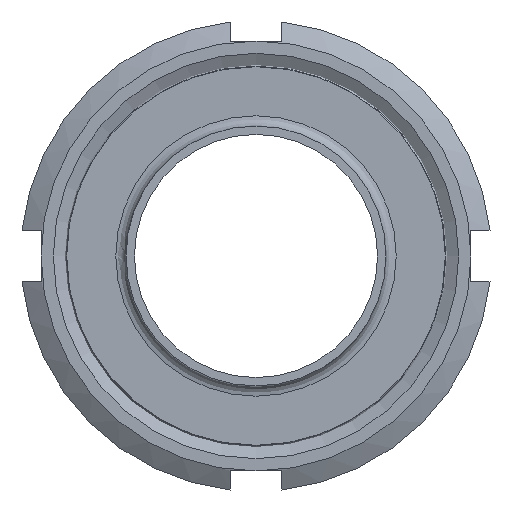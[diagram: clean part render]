
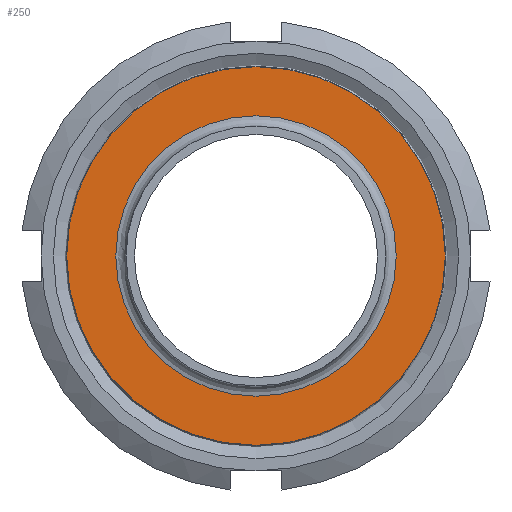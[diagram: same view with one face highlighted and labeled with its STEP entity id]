
A CAD part, left-side view. The second image highlights one B-rep face of the part: STEP entity #250.
In plain terms, the highlighted planar face has unit normal (-1, 0, 0).
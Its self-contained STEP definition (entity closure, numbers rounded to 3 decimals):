
#140=CARTESIAN_POINT('',(34.5,0.0,37.));
#141=VERTEX_POINT('',#140);
#142=CARTESIAN_POINT('',(34.5,0.0,0.0));
#143=DIRECTION('',(-1.0,0.0,0.0));
#144=DIRECTION('',(0.0,0.0,1.0));
#145=AXIS2_PLACEMENT_3D('',#142,#143,#144);
#146=CIRCLE('',#145,37.);
#147=EDGE_CURVE('',#141,#141,#146,.T.);
#216=CARTESIAN_POINT('',(34.5,27.4,0.0));
#217=VERTEX_POINT('',#216);
#218=CARTESIAN_POINT('',(34.5,0.,0.0));
#219=DIRECTION('',(1.0,0.0,0.0));
#220=DIRECTION('',(0.0,1.0,0.0));
#221=AXIS2_PLACEMENT_3D('',#218,#219,#220);
#222=CIRCLE('',#221,27.4);
#223=EDGE_CURVE('',#217,#217,#222,.T.);
#239=CARTESIAN_POINT('',(34.5,33.2,0.0));
#240=DIRECTION('',(-1.0,0.0,0.0));
#241=DIRECTION('',(0.0,0.0,1.0));
#242=AXIS2_PLACEMENT_3D('',#239,#240,#241);
#243=PLANE('',#242);
#244=ORIENTED_EDGE('',*,*,#147,.T.);
#245=EDGE_LOOP('',(#244));
#246=FACE_OUTER_BOUND('',#245,.T.);
#247=ORIENTED_EDGE('',*,*,#223,.T.);
#248=EDGE_LOOP('',(#247));
#249=FACE_BOUND('',#248,.T.);
#250=ADVANCED_FACE('',(#246,#249),#243,.T.);
